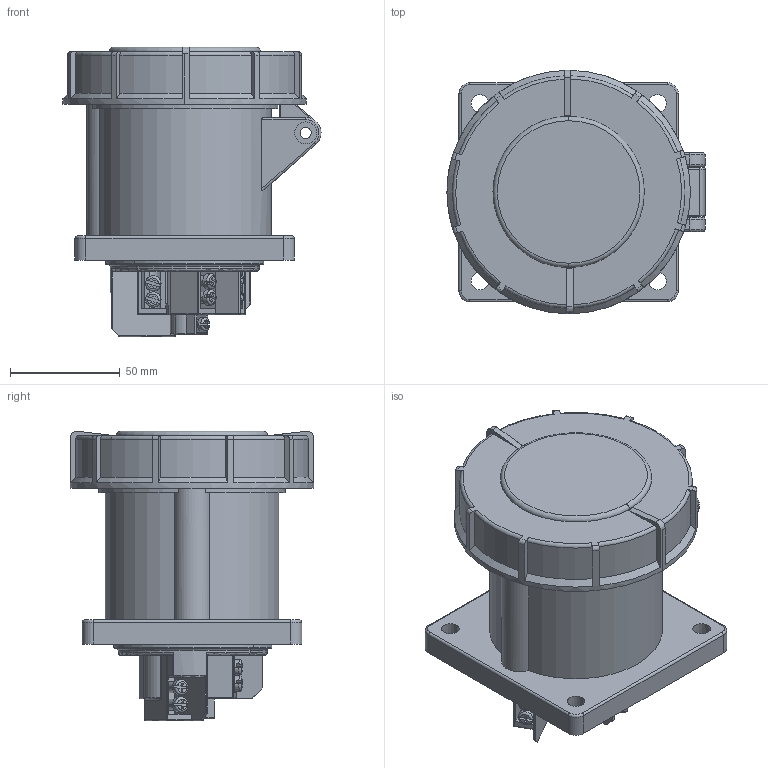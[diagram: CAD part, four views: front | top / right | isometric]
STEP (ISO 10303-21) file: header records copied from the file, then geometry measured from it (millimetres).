
FILE_DESCRIPTION (( 'STEP AP203' ), '1' );
FILE_NAME ('Ðîçåòêà ñòàöèîíàðíàÿ âíóòðåííÿÿ ps-3352-63-380.STEP', '2018-09-04T07:12:22', ( '' ), ( '' ), 'SwSTEP 2.0', 'SolidWorks 2017', '' );
FILE_SCHEMA (( 'CONFIG_CONTROL_DESIGN' ));
Length unit declared in the file: millimetre
Products named in the file (4): 扻豵鵨 3352,3342; Êîëîäêà 3352,4352; Êðûøêà 3342, 4342, 3352, 4352; Ðîçåòêà ñòàöèîíàðíàÿ âíóòðåííÿÿ ps-3352-63-380
Assembly tree (3 placements, depth 2):
  Ðîçåòêà ñòàöèîíàðíàÿ âíóòðåííÿÿ ps-3352-63-380
    扻豵鵨 3352,3342
    Êðûøêà 3342, 4342, 3352, 4352
    Êîëîäêà 3352,4352
Bounding box: 117.7 x 111 x 132.09 mm (x, y, z)
Volume: 509170.4 mm3; surface area: 148483.5 mm2
Topology: 14 solids, 14 shells, 657 faces, 1670 edges, 1065 vertices
Faces by surface type: plane 329, cylinder 188, torus 90, cone 35, sphere 11, bspline 4
Entity records: 21121 total; most frequent: CARTESIAN_POINT 4746, DIRECTION 3388, ORIENTED_EDGE 3316, EDGE_CURVE 1658, AXIS2_PLACEMENT_3D 1236, VERTEX_POINT 1060, VECTOR 916, LINE 916
